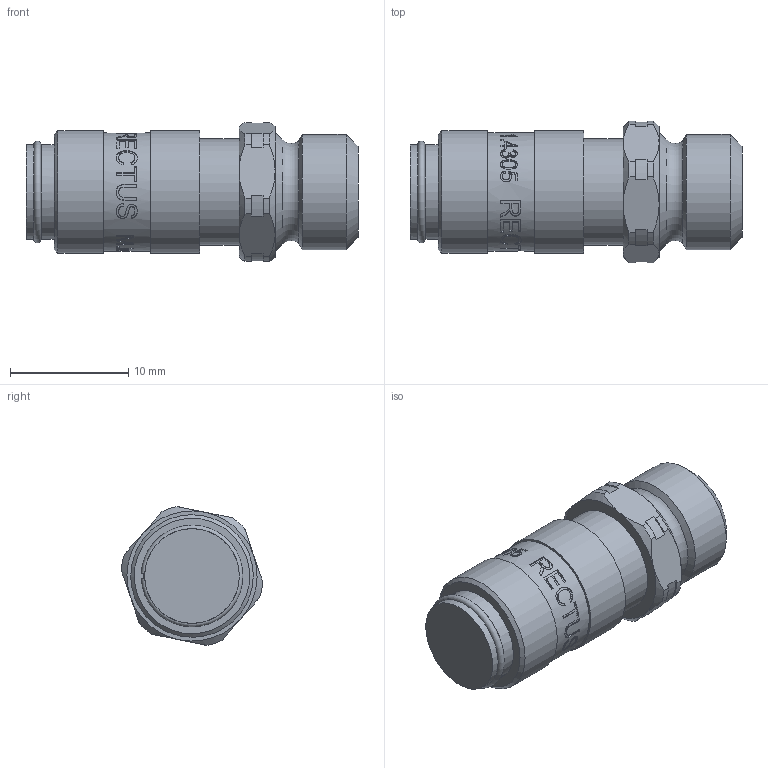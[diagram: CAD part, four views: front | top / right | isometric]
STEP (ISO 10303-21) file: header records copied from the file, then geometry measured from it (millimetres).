
FILE_DESCRIPTION((''),'2;1');
FILE_NAME('20kaaw10evx.stp','2013-07-24T17:39:00',('AS035480'),(''),'Autodesk Inventor 2013','Autodesk Inventor 2013','');
FILE_SCHEMA(('AUTOMOTIVE_DESIGN { 1 0 10303 214 1 1 1 1 }'));
Length unit declared in the file: millimetre
Products named in the file (1): D107418
Bounding box: 28.05 x 11.96 x 11.73 mm (x, y, z)
Volume: 284.5 mm3; surface area: 2018.9 mm2
Topology: 3 solids, 4 shells, 431 faces, 1129 edges, 743 vertices
Faces by surface type: bspline 170, plane 158, cylinder 66, cone 32, torus 5
Full cylindrical faces by diameter (mm): 7.3 x1, 7.4 x1, 7.46 x1, 7.8 x1, 8 x5, 8.1 x1, 8.15 x2, 9 x1, 9.15 x1, 9.2 x1, 9.728 x1, 10 x1, 10.35 x2
Entity records: 53427 total; most frequent: CARTESIAN_POINT 43980, ORIENTED_EDGE 2154, DIRECTION 1272, EDGE_CURVE 1077, VERTEX_POINT 731, EDGE_LOOP 516, B_SPLINE_CURVE_WITH_KNOTS 470, FACE_OUTER_BOUND 431
